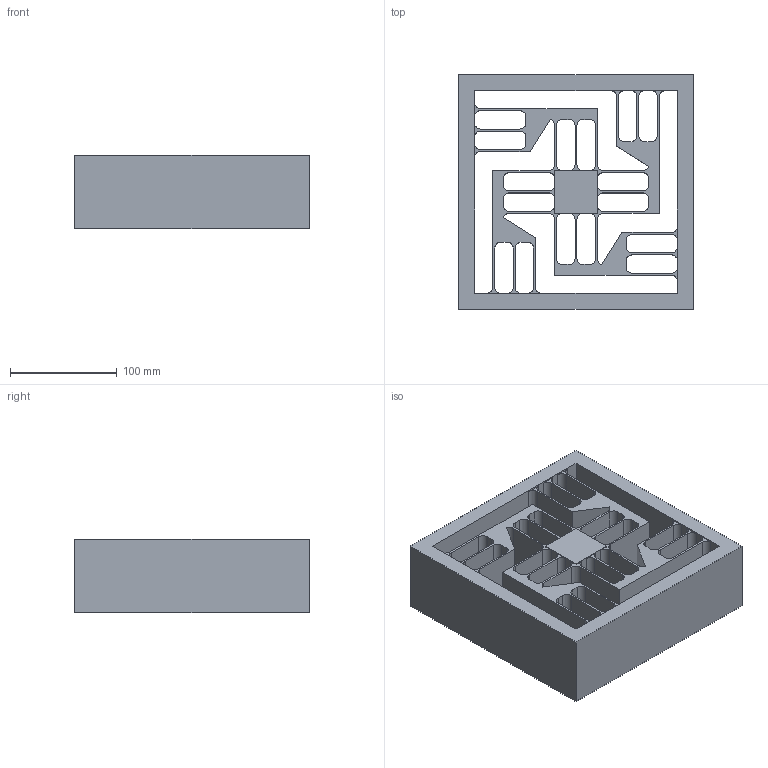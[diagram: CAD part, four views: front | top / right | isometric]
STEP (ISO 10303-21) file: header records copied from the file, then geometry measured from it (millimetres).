
FILE_DESCRIPTION(/* description */ (''),/* implementation_level */ '2;1');
FILE_NAME(/* name */ 'smaller mill draft.step',/* time_stamp */ '2024-05-04T12:44:45+10:00',/* author */ (''),/* organization */ (''),/* preprocessor_version */ 'ST-DEVELOPER v20',/* originating_system */ 'Autodesk Translation Framework v12.20.1.177',/* authorisation */ '');
FILE_SCHEMA (('AUTOMOTIVE_DESIGN { 1 0 10303 214 3 1 1 }'));
Length unit declared in the file: millimetre
Products named in the file (7): Configuration 5; xy; main xy flex; rotate; frame; top(z); scrue
Assembly tree (6 placements, depth 3):
  Configuration 5
    xy
      main xy flex
    rotate
    frame
    top(z)
    scrue
Bounding box: 220 x 220 x 68.5 mm (x, y, z)
Volume: 1418199.9 mm3; surface area: 355854.7 mm2
Topology: 1 solids, 1 shells, 164 faces, 540 edges, 360 vertices
Faces by surface type: plane 84, cylinder 80
Entity records: 6221 total; most frequent: ORIENTED_EDGE 1080, CARTESIAN_POINT 1077, DIRECTION 1054, EDGE_CURVE 540, LINE 380, VECTOR 380, VERTEX_POINT 360, AXIS2_PLACEMENT_3D 337
